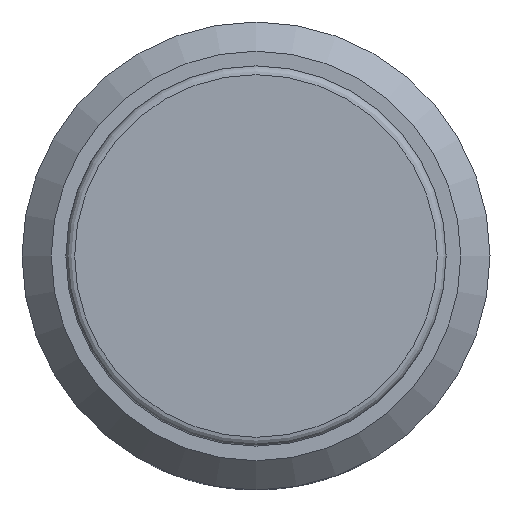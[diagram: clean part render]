
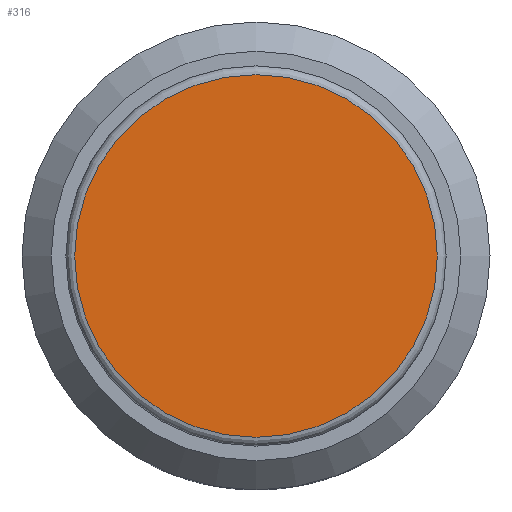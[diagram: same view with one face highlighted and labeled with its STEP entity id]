
A CAD part, left-side view. The second image highlights one B-rep face of the part: STEP entity #316.
In plain terms, the highlighted planar face has unit normal (-1, 0, 0).
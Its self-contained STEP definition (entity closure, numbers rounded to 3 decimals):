
#38=ORIENTED_EDGE('',*,*,#76,.T.);
#76=EDGE_CURVE('',#95,#95,#112,.T.);
#95=VERTEX_POINT('',#441);
#112=CIRCLE('',#339,3.1);
#127=EDGE_LOOP('',(#38));
#157=FACE_BOUND('',#127,.T.);
#187=PLANE('',#338);
#316=ADVANCED_FACE('',(#157),#187,.T.);
#338=AXIS2_PLACEMENT_3D('',#439,#372,#373);
#339=AXIS2_PLACEMENT_3D('',#440,#374,#375);
#372=DIRECTION('',(-1.,0.,0.));
#373=DIRECTION('',(0.,1.,0.));
#374=DIRECTION('',(-1.,0.,0.));
#375=DIRECTION('',(0.,1.,0.));
#439=CARTESIAN_POINT('',(-4.,0.,0.));
#440=CARTESIAN_POINT('',(-4.,0.,0.));
#441=CARTESIAN_POINT('',(-4.,3.1,0.));
